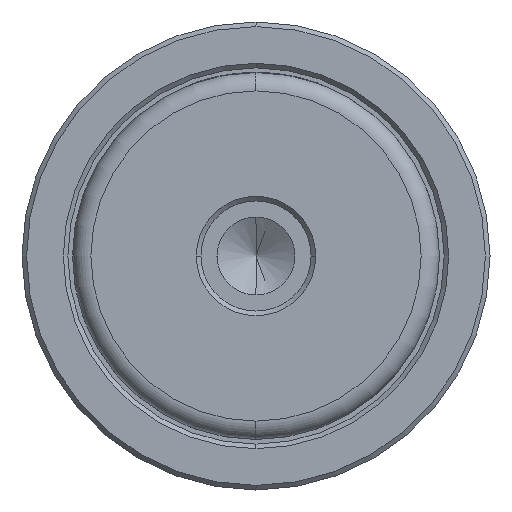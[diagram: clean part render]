
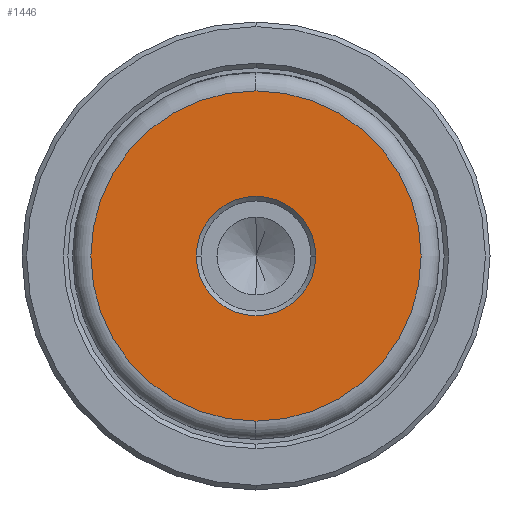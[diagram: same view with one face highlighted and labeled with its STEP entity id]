
A CAD part, left-side view. The second image highlights one B-rep face of the part: STEP entity #1446.
In plain terms, the highlighted planar face has unit normal (-1, 0, 0).
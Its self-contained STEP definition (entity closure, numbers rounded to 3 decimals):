
#119 = ORIENTED_EDGE ( 'NONE', *, *, #1499, .T. ) ;
#135 = DIRECTION ( 'NONE',  ( -1., 0., 0. ) ) ;
#160 = VERTEX_POINT ( 'NONE', #2498 ) ;
#242 = CARTESIAN_POINT ( 'NONE',  ( 0., -6.5, 0. ) ) ;
#291 = DIRECTION ( 'NONE',  ( -1., 0., 0. ) ) ;
#386 = CIRCLE ( 'NONE', #628, 17.997 ) ;
#628 = AXIS2_PLACEMENT_3D ( 'NONE', #903, #2281, #1100 ) ;
#769 = CIRCLE ( 'NONE', #886, 17.997 ) ;
#792 = AXIS2_PLACEMENT_3D ( 'NONE', #2216, #1028, #2410 ) ;
#819 = CARTESIAN_POINT ( 'NONE',  ( 0., 6.5, 0. ) ) ;
#886 = AXIS2_PLACEMENT_3D ( 'NONE', #1301, #135, #1508 ) ;
#903 = CARTESIAN_POINT ( 'NONE',  ( 0., 0., 0. ) ) ;
#1028 = DIRECTION ( 'NONE',  ( 1., 0., 0. ) ) ;
#1069 = CARTESIAN_POINT ( 'NONE',  ( 0., 0., 0. ) ) ;
#1100 = DIRECTION ( 'NONE',  ( 0., 0., 1. ) ) ;
#1130 = CARTESIAN_POINT ( 'NONE',  ( 0., 0., 0. ) ) ;
#1144 = AXIS2_PLACEMENT_3D ( 'NONE', #1130, #2509, #1314 ) ;
#1191 = FACE_BOUND ( 'NONE', #2530, .T. ) ;
#1258 = CARTESIAN_POINT ( 'NONE',  ( 0., 0., 17.997 ) ) ;
#1301 = CARTESIAN_POINT ( 'NONE',  ( 0., 0., 0. ) ) ;
#1302 = VERTEX_POINT ( 'NONE', #819 ) ;
#1314 = DIRECTION ( 'NONE',  ( 0., 0., 1. ) ) ;
#1349 = EDGE_CURVE ( 'NONE', #1302, #1983, #1781, .T. ) ;
#1446 = ADVANCED_FACE ( 'NONE', ( #1191, #1726 ), #2461, .T. ) ;
#1499 = EDGE_CURVE ( 'NONE', #2077, #160, #386, .T. ) ;
#1508 = DIRECTION ( 'NONE',  ( 0., 0., 1. ) ) ;
#1672 = DIRECTION ( 'NONE',  ( 0., 0., 1. ) ) ;
#1726 = FACE_OUTER_BOUND ( 'NONE', #2202, .T. ) ;
#1781 = CIRCLE ( 'NONE', #792, 6.5 ) ;
#1983 = VERTEX_POINT ( 'NONE', #242 ) ;
#2034 = ORIENTED_EDGE ( 'NONE', *, *, #2457, .T. ) ;
#2077 = VERTEX_POINT ( 'NONE', #1258 ) ;
#2108 = CIRCLE ( 'NONE', #1144, 6.5 ) ;
#2202 = EDGE_LOOP ( 'NONE', ( #119, #2511 ) ) ;
#2216 = CARTESIAN_POINT ( 'NONE',  ( 0., 0., 0. ) ) ;
#2246 = AXIS2_PLACEMENT_3D ( 'NONE', #1069, #291, #1672 ) ;
#2281 = DIRECTION ( 'NONE',  ( -1., 0., 0. ) ) ;
#2410 = DIRECTION ( 'NONE',  ( 0., 0., 1. ) ) ;
#2420 = EDGE_CURVE ( 'NONE', #160, #2077, #769, .T. ) ;
#2457 = EDGE_CURVE ( 'NONE', #1983, #1302, #2108, .T. ) ;
#2458 = ORIENTED_EDGE ( 'NONE', *, *, #1349, .T. ) ;
#2461 = PLANE ( 'NONE',  #2246 ) ;
#2498 = CARTESIAN_POINT ( 'NONE',  ( 0., 0., -17.997 ) ) ;
#2509 = DIRECTION ( 'NONE',  ( 1., 0., 0. ) ) ;
#2511 = ORIENTED_EDGE ( 'NONE', *, *, #2420, .T. ) ;
#2530 = EDGE_LOOP ( 'NONE', ( #2034, #2458 ) ) ;
